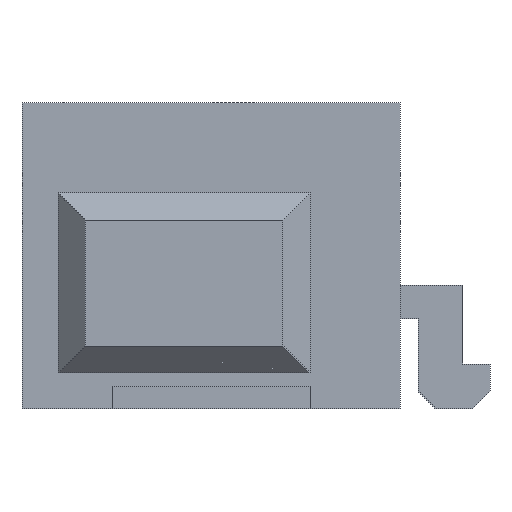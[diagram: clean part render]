
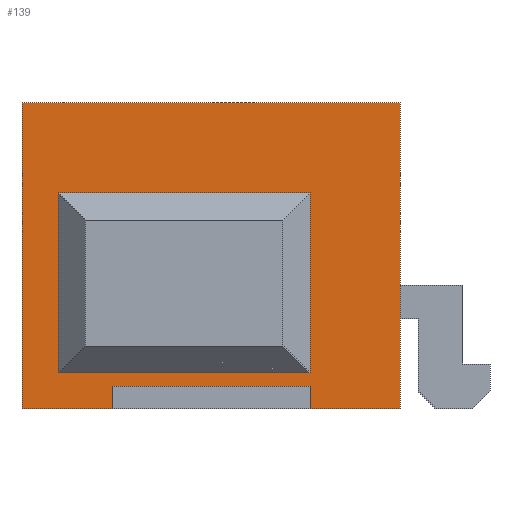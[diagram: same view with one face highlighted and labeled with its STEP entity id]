
A CAD part, front view. The second image highlights one B-rep face of the part: STEP entity #139.
In plain terms, the highlighted planar face has unit normal (0, -1, 0).
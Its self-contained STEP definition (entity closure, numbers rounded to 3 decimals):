
#13=DIRECTION('',(0.,0.,1.));
#14=DIRECTION('',(1.,0.,0.));
#65=VERTEX_POINT('',#66);
#66=CARTESIAN_POINT('',(-1.7,-9.,2.4));
#70=DIRECTION('',(0.,1.,0.));
#76=VECTOR('',#14,1.);
#79=VERTEX_POINT('',#80);
#80=CARTESIAN_POINT('',(1.1,-9.,2.4));
#83=ORIENTED_EDGE('',*,*,#84,.F.);
#84=EDGE_CURVE('',#65,#79,#85,.T.);
#85=LINE('',#86,#76);
#86=CARTESIAN_POINT('',(-1.9,-9.,2.4));
#97=VECTOR('',#13,1.);
#100=VERTEX_POINT('',#101);
#101=CARTESIAN_POINT('',(-1.7,-9.,0.4));
#105=EDGE_CURVE('',#65,#100,#106,.T.);
#106=LINE('',#107,#108);
#107=CARTESIAN_POINT('',(-1.7,-9.,0.2));
#108=VECTOR('',#109,1.);
#109=DIRECTION('',(0.,0.,-1.));
#139=ADVANCED_FACE('',(#140,#162),#175,.F.);
#140=FACE_BOUND('',#141,.F.);
#141=EDGE_LOOP('',(#142,#149,#154,#159));
#142=ORIENTED_EDGE('',*,*,#143,.F.);
#143=EDGE_CURVE('',#144,#146,#148,.T.);
#144=VERTEX_POINT('',#145);
#145=CARTESIAN_POINT('',(-2.1,-9.,0.));
#146=VERTEX_POINT('',#147);
#147=CARTESIAN_POINT('',(2.1,-9.,0.));
#148=LINE('',#145,#76);
#149=ORIENTED_EDGE('',*,*,#150,.T.);
#150=EDGE_CURVE('',#144,#151,#153,.T.);
#151=VERTEX_POINT('',#152);
#152=CARTESIAN_POINT('',(-2.1,-9.,3.4));
#153=LINE('',#145,#97);
#154=ORIENTED_EDGE('',*,*,#155,.T.);
#155=EDGE_CURVE('',#151,#156,#158,.T.);
#156=VERTEX_POINT('',#157);
#157=CARTESIAN_POINT('',(2.1,-9.,3.4));
#158=LINE('',#152,#76);
#159=ORIENTED_EDGE('',*,*,#160,.F.);
#160=EDGE_CURVE('',#146,#156,#161,.T.);
#161=LINE('',#147,#97);
#162=FACE_BOUND('',#163,.F.);
#163=EDGE_LOOP('',(#83,#164,#165,#171));
#164=ORIENTED_EDGE('',*,*,#105,.T.);
#165=ORIENTED_EDGE('',*,*,#166,.T.);
#166=EDGE_CURVE('',#100,#167,#169,.T.);
#167=VERTEX_POINT('',#168);
#168=CARTESIAN_POINT('',(1.1,-9.,0.4));
#169=LINE('',#170,#76);
#170=CARTESIAN_POINT('',(-1.9,-9.,0.4));
#171=ORIENTED_EDGE('',*,*,#172,.F.);
#172=EDGE_CURVE('',#79,#167,#173,.T.);
#173=LINE('',#174,#108);
#174=CARTESIAN_POINT('',(1.1,-9.,0.2));
#175=PLANE('',#176);
#176=AXIS2_PLACEMENT_3D('',#145,#70,#13);
